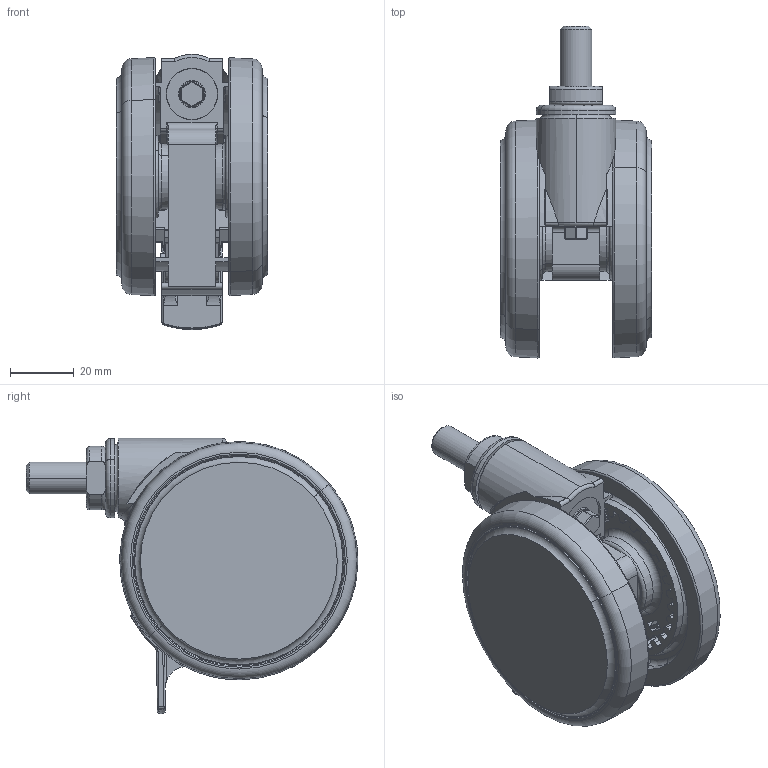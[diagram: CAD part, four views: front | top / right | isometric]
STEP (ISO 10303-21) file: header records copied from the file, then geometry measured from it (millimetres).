
FILE_DESCRIPTION (( 'STEP AP214' ), '1' );
FILE_NAME ('TCA-FZ75N10S.STEP', '2016-08-05T02:13:04', ( '' ), ( '' ), 'SwSTEP 2.0', 'SolidWorks 2015', '' );
FILE_SCHEMA (( 'AUTOMOTIVE_DESIGN' ));
Length unit declared in the file: millimetre
Products named in the file (2): caster; TCA-FZ75N10S
Assembly tree (1 placements, depth 2):
  TCA-FZ75N10S
    caster
Bounding box: 47.7 x 104.5 x 86.66 mm (x, y, z)
Volume: 119072.8 mm3; surface area: 71140.3 mm2
Topology: 1 solids, 1 shells, 2254 faces, 5731 edges, 3371 vertices
Faces by surface type: cylinder 984, torus 543, plane 508, bspline 171, cone 40, sphere 8
Entity records: 73720 total; most frequent: CARTESIAN_POINT 19743, DIRECTION 12061, ORIENTED_EDGE 11162, EDGE_CURVE 5581, AXIS2_PLACEMENT_3D 4888, VERTEX_POINT 3371, CIRCLE 2801, EDGE_LOOP 2346
